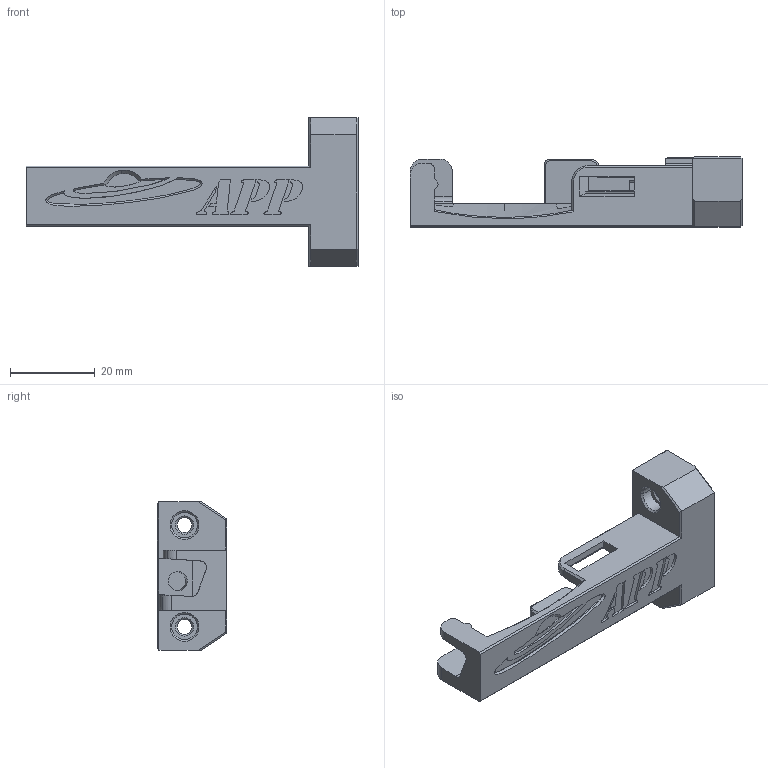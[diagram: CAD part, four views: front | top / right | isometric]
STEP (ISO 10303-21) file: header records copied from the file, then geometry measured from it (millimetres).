
FILE_DESCRIPTION(('STEP AP214'),'1');
FILE_NAME('arm.stp','2021-08-10T16:36:21',(' '),(' '),'Spatial InterOp 3D',' ',' ');
FILE_SCHEMA(('AUTOMOTIVE_DESIGN { 1 0 10303 214 1 1 1 1 }'));
Length unit declared in the file: metre
Products named in the file (4): arm; arm2; probe dock
Assembly tree (3 placements, depth 4):
  arm
    probe dock
      arm
        arm2
Bounding box: 78.25 x 16.47 x 35 mm (x, y, z)
Volume: 13164 mm3; surface area: 6945.6 mm2
Topology: 1 solids, 1 shells, 277 faces, 742 edges, 480 vertices
Faces by surface type: plane 137, extrusion 61, cylinder 40, cone 20, bspline 19
Entity records: 12838 total; most frequent: CARTESIAN_POINT 6059, ORIENTED_EDGE 1484, DIRECTION 1188, EDGE_CURVE 742, VECTOR 520, VERTEX_POINT 480, LINE 459, AXIS2_PLACEMENT_3D 334
